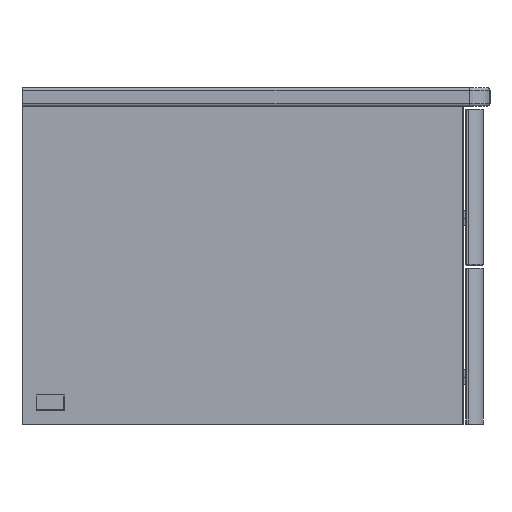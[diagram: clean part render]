
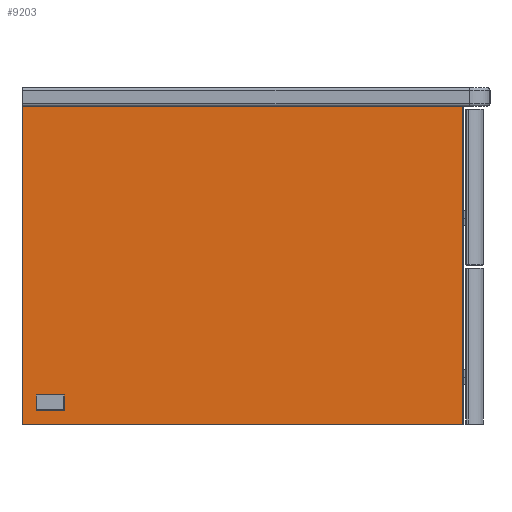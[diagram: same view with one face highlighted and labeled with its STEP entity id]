
A CAD part, left-side view. The second image highlights one B-rep face of the part: STEP entity #9203.
In plain terms, the highlighted planar face has unit normal (-1, 0, 0).
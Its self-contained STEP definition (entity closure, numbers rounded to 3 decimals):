
#9052=CARTESIAN_POINT('',(76798.534,-7409.617,170.0));
#9053=VERTEX_POINT('',#9052);
#9060=CARTESIAN_POINT('',(76798.534,-7409.617,-170.0));
#9061=VERTEX_POINT('',#9060);
#9062=CARTESIAN_POINT('',(76798.534,-7409.617,170.0));
#9063=DIRECTION('',(0.0,0.0,-1.0));
#9064=VECTOR('',#9063,340.0);
#9065=LINE('',#9062,#9064);
#9066=EDGE_CURVE('',#9053,#9061,#9065,.T.);
#9122=CARTESIAN_POINT('',(76798.534,-6938.617,-170.0));
#9123=VERTEX_POINT('',#9122);
#9124=CARTESIAN_POINT('',(76798.534,-6938.617,-170.0));
#9125=DIRECTION('',(0.0,-1.0,0.0));
#9126=VECTOR('',#9125,471.0);
#9127=LINE('',#9124,#9126);
#9128=EDGE_CURVE('',#9123,#9061,#9127,.T.);
#9180=CARTESIAN_POINT('',(76798.534,-7174.117,-170.001));
#9181=DIRECTION('',(-1.0,0.0,0.0));
#9182=DIRECTION('',(0.0,0.0,1.0));
#9183=AXIS2_PLACEMENT_3D('',#9180,#9181,#9182);
#9184=PLANE('',#9183);
#9185=ORIENTED_EDGE('',*,*,#9066,.F.);
#9186=CARTESIAN_POINT('',(76798.534,-6938.617,170.0));
#9187=VERTEX_POINT('',#9186);
#9188=CARTESIAN_POINT('',(76798.534,-6938.617,170.0));
#9189=DIRECTION('',(0.0,-1.0,0.0));
#9190=VECTOR('',#9189,471.0);
#9191=LINE('',#9188,#9190);
#9192=EDGE_CURVE('',#9187,#9053,#9191,.T.);
#9193=ORIENTED_EDGE('',*,*,#9192,.F.);
#9194=CARTESIAN_POINT('',(76798.534,-6938.617,-170.0));
#9195=DIRECTION('',(0.0,0.0,1.0));
#9196=VECTOR('',#9195,340.0);
#9197=LINE('',#9194,#9196);
#9198=EDGE_CURVE('',#9123,#9187,#9197,.T.);
#9199=ORIENTED_EDGE('',*,*,#9198,.F.);
#9200=ORIENTED_EDGE('',*,*,#9128,.T.);
#9201=EDGE_LOOP('',(#9185,#9193,#9199,#9200));
#9202=FACE_OUTER_BOUND('',#9201,.T.);
#9203=ADVANCED_FACE('',(#9202),#9184,.T.);
